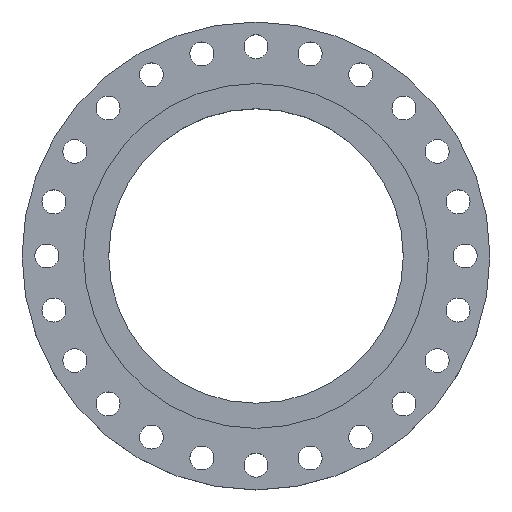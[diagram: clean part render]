
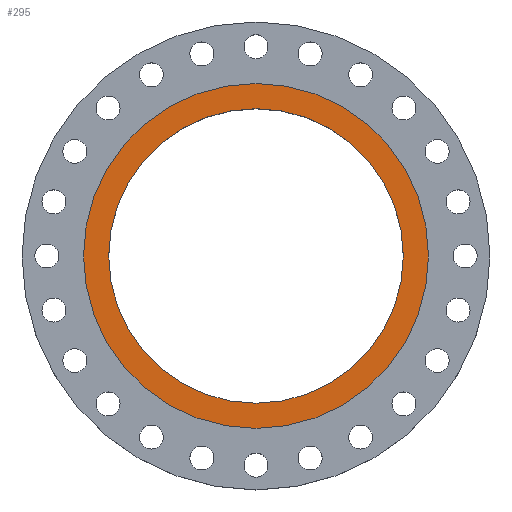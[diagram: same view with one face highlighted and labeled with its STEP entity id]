
A CAD part, top view. The second image highlights one B-rep face of the part: STEP entity #295.
In plain terms, the highlighted planar face has unit normal (0, 0, 1).
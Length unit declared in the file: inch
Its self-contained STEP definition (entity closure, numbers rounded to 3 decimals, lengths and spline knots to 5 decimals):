
#9 = ORIENTED_EDGE ( 'NONE', *, *, #1689, .F. ) ;
#101 = ORIENTED_EDGE ( 'NONE', *, *, #497, .F. ) ;
#119 = DIRECTION ( 'NONE',  ( 0., 0., 1. ) ) ;
#131 = AXIS2_PLACEMENT_3D ( 'NONE', #1877, #992, #1002 ) ;
#168 = PLANE ( 'NONE',  #1292 ) ;
#179 = EDGE_CURVE ( 'NONE', #1216, #1716, #1717, .T. ) ;
#295 = ADVANCED_FACE ( 'NONE', ( #1057, #505 ), #168, .F. ) ;
#298 = CARTESIAN_POINT ( 'NONE',  ( 0., 0., 0. ) ) ;
#307 = DIRECTION ( 'NONE',  ( 0., 0., 1. ) ) ;
#326 = CARTESIAN_POINT ( 'NONE',  ( 0., 10.78125, 0. ) ) ;
#447 = EDGE_LOOP ( 'NONE', ( #9, #101 ) ) ;
#497 = EDGE_CURVE ( 'NONE', #2123, #678, #889, .T. ) ;
#505 = FACE_OUTER_BOUND ( 'NONE', #1363, .T. ) ;
#540 = DIRECTION ( 'NONE',  ( 0., 0., -1. ) ) ;
#545 = AXIS2_PLACEMENT_3D ( 'NONE', #298, #307, #1595 ) ;
#561 = CARTESIAN_POINT ( 'NONE',  ( 12.625, 0., 0. ) ) ;
#570 = CARTESIAN_POINT ( 'NONE',  ( -12.625, 0., 0. ) ) ;
#588 = CARTESIAN_POINT ( 'NONE',  ( 0., 0., 0. ) ) ;
#678 = VERTEX_POINT ( 'NONE', #1181 ) ;
#819 = DIRECTION ( 'NONE',  ( 1., 0., 0. ) ) ;
#846 = DIRECTION ( 'NONE',  ( 1., 0., 0. ) ) ;
#889 = CIRCLE ( 'NONE', #131, 10.78125 ) ;
#992 = DIRECTION ( 'NONE',  ( 0., 0., 1. ) ) ;
#1002 = DIRECTION ( 'NONE',  ( 1., 0., 0. ) ) ;
#1057 = FACE_BOUND ( 'NONE', #447, .T. ) ;
#1181 = CARTESIAN_POINT ( 'NONE',  ( 10.78125, 0., 0. ) ) ;
#1216 = VERTEX_POINT ( 'NONE', #570 ) ;
#1253 = DIRECTION ( 'NONE',  ( -1., 0., 0. ) ) ;
#1263 = CIRCLE ( 'NONE', #1918, 12.625 ) ;
#1292 = AXIS2_PLACEMENT_3D ( 'NONE', #326, #540, #1253 ) ;
#1363 = EDGE_LOOP ( 'NONE', ( #1708, #2327 ) ) ;
#1475 = EDGE_CURVE ( 'NONE', #1716, #1216, #1263, .T. ) ;
#1498 = CIRCLE ( 'NONE', #1604, 10.78125 ) ;
#1595 = DIRECTION ( 'NONE',  ( 1., 0., 0. ) ) ;
#1604 = AXIS2_PLACEMENT_3D ( 'NONE', #1739, #119, #846 ) ;
#1656 = CARTESIAN_POINT ( 'NONE',  ( -10.78125, 0., 0. ) ) ;
#1689 = EDGE_CURVE ( 'NONE', #678, #2123, #1498, .T. ) ;
#1708 = ORIENTED_EDGE ( 'NONE', *, *, #1475, .T. ) ;
#1713 = DIRECTION ( 'NONE',  ( 0., 0., 1. ) ) ;
#1716 = VERTEX_POINT ( 'NONE', #561 ) ;
#1717 = CIRCLE ( 'NONE', #545, 12.625 ) ;
#1739 = CARTESIAN_POINT ( 'NONE',  ( 0., 0., 0. ) ) ;
#1877 = CARTESIAN_POINT ( 'NONE',  ( 0., 0., 0. ) ) ;
#1918 = AXIS2_PLACEMENT_3D ( 'NONE', #588, #1713, #819 ) ;
#2123 = VERTEX_POINT ( 'NONE', #1656 ) ;
#2327 = ORIENTED_EDGE ( 'NONE', *, *, #179, .T. ) ;
